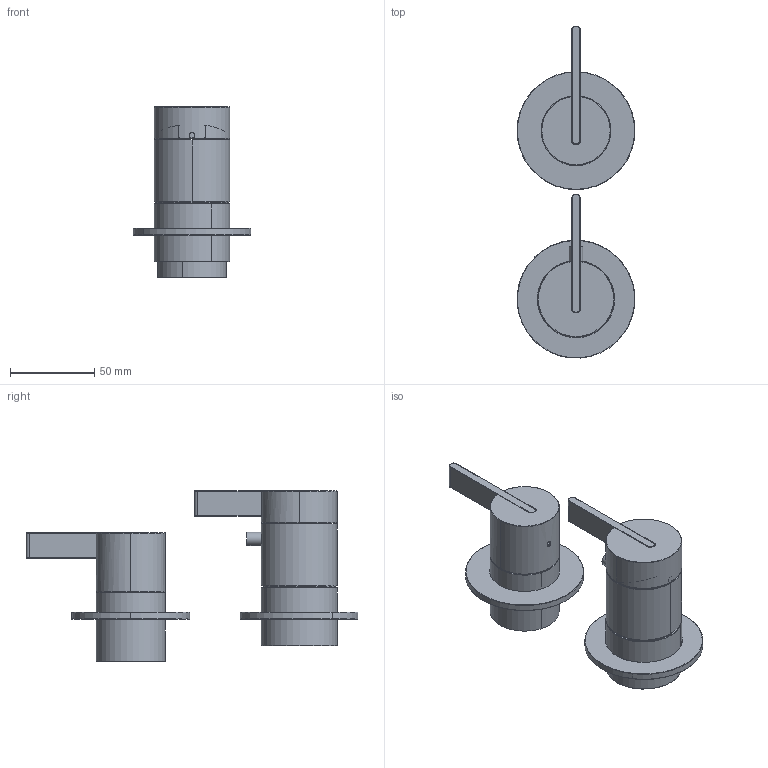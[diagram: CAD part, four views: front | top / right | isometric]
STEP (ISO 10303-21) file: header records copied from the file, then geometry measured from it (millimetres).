
FILE_DESCRIPTION (( 'STEP AP214' ), '1' );
FILE_NAME ('Z35.0035.STEP', '2023-01-10T09:18:54', ( '' ), ( '' ), 'SwSTEP 2.0', 'SolidWorks 2022', '' );
FILE_SCHEMA (( 'AUTOMOTIVE_DESIGN' ));
Length unit declared in the file: millimetre
Products named in the file (9): MCTPROJ-0200-MANIPULO_TERMOSTATICO; MCTPROJ-0200-POMULO_MANIPULO_TERMOSTATICO; CAMPANULA P MANIPULO Ø41; MCTPROJ-0198-CASQUILHO Ø45xØ43,2x34,5MM; Z35.TERMO RD; 0001-ESPELHO_Ø70_CORPO_CARTUCHO_Ø35_000000000000; ESPELHO_Ø70MM FURO Ø45; Z35.S_CORTE; Z35.0035
Assembly tree (8 placements, depth 2):
  Z35.0035
    MCTPROJ-0198-CASQUILHO Ø45xØ43,2x34,5MM
    MCTPROJ-0200-MANIPULO_TERMOSTATICO
    MCTPROJ-0200-POMULO_MANIPULO_TERMOSTATICO
    ESPELHO_Ø70MM FURO Ø45
    CAMPANULA P MANIPULO Ø41
    0001-ESPELHO_Ø70_CORPO_CARTUCHO_Ø35_000000000000
    Z35.TERMO RD
    Z35.S_CORTE
Bounding box: 70 x 196.96 x 101.2 mm (x, y, z)
Volume: 122940.5 mm3; surface area: 75346.7 mm2
Topology: 10 solids, 10 shells, 507 faces, 1282 edges, 794 vertices
Faces by surface type: plane 218, cylinder 153, cone 64, torus 60, bspline 8, sphere 4
Entity records: 17914 total; most frequent: CARTESIAN_POINT 4988, DIRECTION 2755, ORIENTED_EDGE 2552, EDGE_CURVE 1276, AXIS2_PLACEMENT_3D 1057, VERTEX_POINT 794, VECTOR 641, LINE 641
